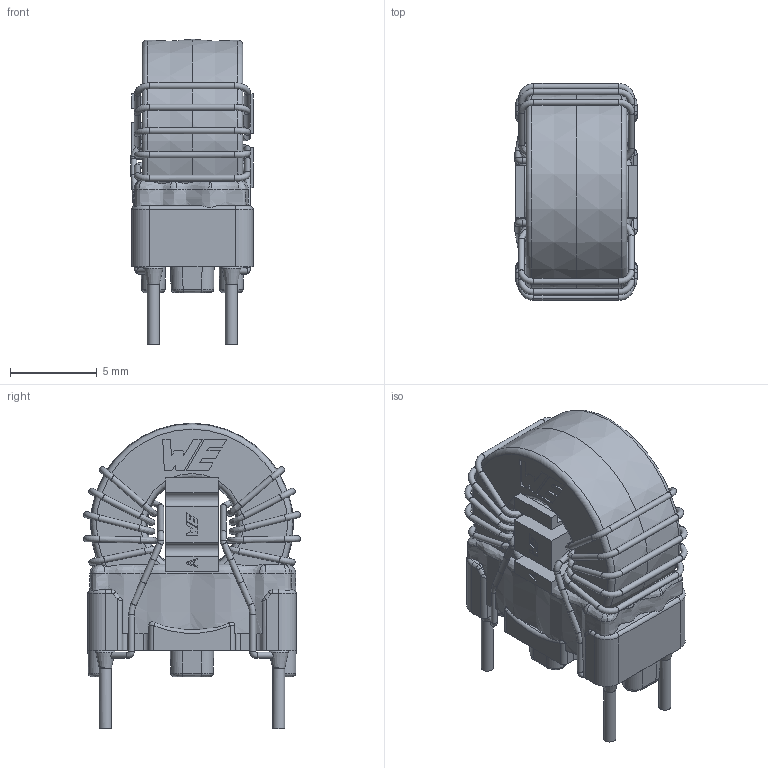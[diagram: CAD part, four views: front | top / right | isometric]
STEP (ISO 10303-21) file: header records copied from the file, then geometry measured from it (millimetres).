
FILE_DESCRIPTION(('STEP AP214'),'1');
FILE_NAME('L_Wurth_WE-CMBNC-TypeXS_L7.5W15H16.step','2025-04-07T07:06:25',(' '),('ANSOFT Corporation'),'Spatial InterOp 3D',' ',' ');
FILE_SCHEMA(('AUTOMOTIVE_DESIGN { 1 0 10303 214 1 1 1 1 }'));
Length unit declared in the file: millimetre
Products named in the file (1): Glue
Bounding box: 7.04 x 12.51 x 17.61 mm (x, y, z)
Volume: 881.9 mm3; surface area: 2507.3 mm2
Topology: 20 solids, 20 shells, 565 faces, 1358 edges, 840 vertices
Faces by surface type: plane 196, cylinder 177, torus 98, bspline 61, revolution 16, cone 14, extrusion 2, sphere 1
Full cylindrical faces by diameter (mm): 0.35 x58, 0.7 x4, 6.1 x2, 6.5 x1, 9.8 x1, 10.2 x2, 11 x2
Entity records: 31479 total; most frequent: CARTESIAN_POINT 11770, ORIENTED_EDGE 2306, DIRECTION 2072, STYLED_ITEM 1324, PRESENTATION_STYLE_ASSIGNMENT 1324, COLOUR_RGB 1324, EDGE_CURVE 1153, AXIS2_PLACEMENT_3D 826
